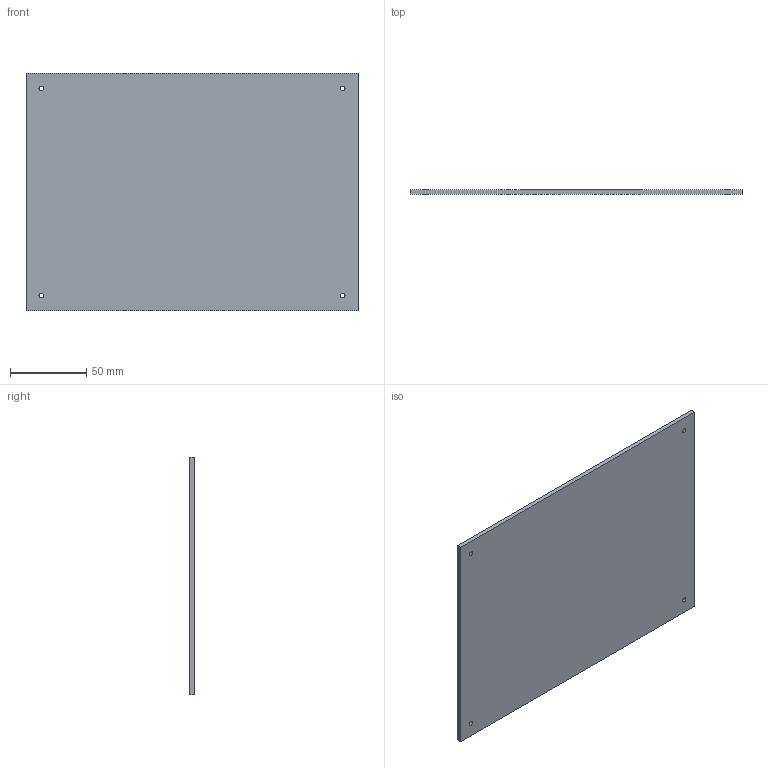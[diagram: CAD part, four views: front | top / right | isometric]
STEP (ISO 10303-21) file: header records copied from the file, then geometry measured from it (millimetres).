
FILE_DESCRIPTION (( 'STEP AP214' ), '1' );
FILE_NAME ('plexi_cover.STEP', '2022-01-18T08:51:37', ( '' ), ( '' ), 'SwSTEP 2.0', 'SolidWorks 2017', '' );
FILE_SCHEMA (( 'AUTOMOTIVE_DESIGN' ));
Length unit declared in the file: millimetre
Products named in the file (1): plexi_cover
Bounding box: 217.4 x 3 x 155.8 mm (x, y, z)
Volume: 100598.8 mm3; surface area: 70956.5 mm2
Topology: 1 solids, 1 shells, 295 faces, 726 edges, 484 vertices
Faces by surface type: cylinder 103, plane 102, bspline 90
Entity records: 13006 total; most frequent: CARTESIAN_POINT 6366, ORIENTED_EDGE 1452, DIRECTION 1164, EDGE_CURVE 726, VERTEX_POINT 484, AXIS2_PLACEMENT_3D 412, EDGE_LOOP 354, LINE 340
